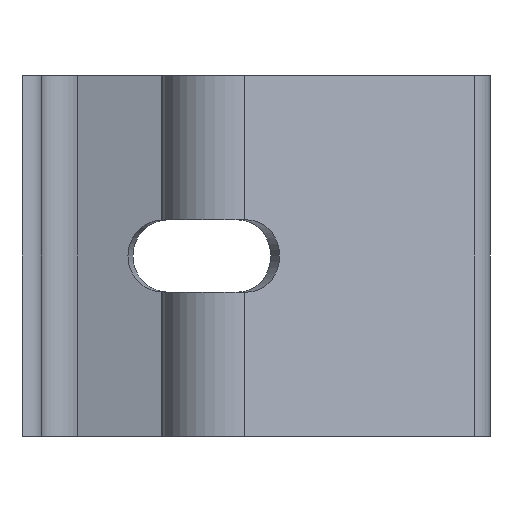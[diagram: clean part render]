
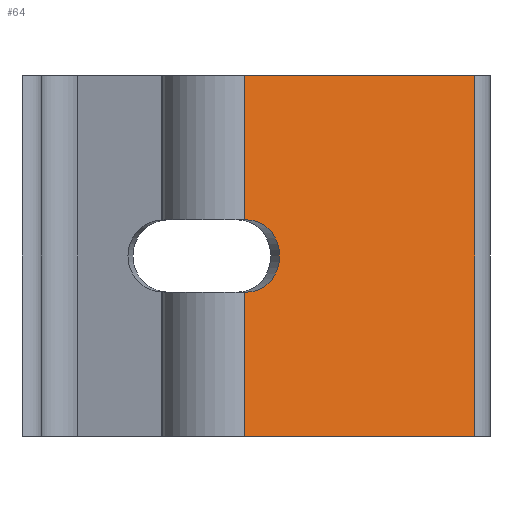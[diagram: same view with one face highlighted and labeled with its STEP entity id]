
A CAD part, left-side view. The second image highlights one B-rep face of the part: STEP entity #64.
In plain terms, the highlighted planar face has unit normal (-0.887, -0.462, 0).
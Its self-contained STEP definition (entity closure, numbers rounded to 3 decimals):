
#64=ADVANCED_FACE('',(#169),#171,.T.);
#169=FACE_BOUND('',#170,.T.);
#170=EDGE_LOOP('',(#433,#434,#435,#436,#437,#438,#439,#440));
#171=PLANE('',#172);
#172=AXIS2_PLACEMENT_3D('',#173,#174,#175);
#173=CARTESIAN_POINT('',(-24.9,-3.06,0.));
#174=DIRECTION('',(-0.887,-0.462,0.));
#175=DIRECTION('',(0.462,-0.887,0.));
#433=ORIENTED_EDGE('',*,*,#595,.F.);
#434=ORIENTED_EDGE('',*,*,#651,.T.);
#435=ORIENTED_EDGE('',*,*,#652,.T.);
#436=ORIENTED_EDGE('',*,*,#653,.F.);
#437=ORIENTED_EDGE('',*,*,#654,.F.);
#438=ORIENTED_EDGE('',*,*,#655,.F.);
#439=ORIENTED_EDGE('',*,*,#621,.T.);
#440=ORIENTED_EDGE('',*,*,#656,.F.);
#595=EDGE_CURVE('',#712,#714,#715,.T.);
#621=EDGE_CURVE('',#766,#764,#767,.T.);
#651=EDGE_CURVE('',#712,#814,#816,.T.);
#652=EDGE_CURVE('',#814,#817,#818,.T.);
#653=EDGE_CURVE('',#819,#817,#820,.T.);
#654=EDGE_CURVE('',#821,#819,#822,.T.);
#655=EDGE_CURVE('',#766,#821,#823,.T.);
#656=EDGE_CURVE('',#714,#764,#824,.F.);
#712=VERTEX_POINT('',#910);
#714=VERTEX_POINT('',#915);
#715=LINE('',#916,#917);
#764=VERTEX_POINT('',#1022);
#766=VERTEX_POINT('',#1026);
#767=LINE('',#1027,#1028);
#814=VERTEX_POINT('',#1140);
#816=LINE('',#1145,#1146);
#817=VERTEX_POINT('',#1148);
#818=LINE('',#1149,#1150);
#819=VERTEX_POINT('',#1152);
#820=LINE('',#1153,#1154);
#821=VERTEX_POINT('',#1156);
#822=LINE('',#1157,#1158);
#823=LINE('',#1160,#1161);
#824=CIRCLE('',#1163,7.5);
#910=CARTESIAN_POINT('',(-24.9,-3.06,-15.));
#915=CARTESIAN_POINT('',(-20.427,-11.653,-15.));
#916=CARTESIAN_POINT('',(-24.9,-3.06,-15.));
#917=VECTOR('',#918,1.);
#918=DIRECTION('',(0.462,-0.887,0.));
#1022=CARTESIAN_POINT('',(-20.427,-11.653,0.));
#1026=CARTESIAN_POINT('',(-24.9,-3.06,0.));
#1027=CARTESIAN_POINT('',(-24.9,-3.06,0.));
#1028=VECTOR('',#1029,1.);
#1029=DIRECTION('',(0.462,-0.887,0.));
#1140=CARTESIAN_POINT('',(-24.9,-3.06,-45.));
#1145=CARTESIAN_POINT('',(-24.9,-3.06,-15.));
#1146=VECTOR('',#1147,1.);
#1147=DIRECTION('',(0.,0.,-1.));
#1148=CARTESIAN_POINT('',(4.124,-58.815,-45.));
#1149=CARTESIAN_POINT('',(-24.9,-3.06,-45.));
#1150=VECTOR('',#1151,1.);
#1151=DIRECTION('',(0.462,-0.887,0.));
#1152=CARTESIAN_POINT('',(4.124,-58.815,30.));
#1153=CARTESIAN_POINT('',(4.124,-58.815,30.));
#1154=VECTOR('',#1155,1.);
#1155=DIRECTION('',(0.,0.,-1.));
#1156=CARTESIAN_POINT('',(-24.9,-3.06,30.));
#1157=CARTESIAN_POINT('',(-24.9,-3.06,30.));
#1158=VECTOR('',#1159,1.);
#1159=DIRECTION('',(0.462,-0.887,0.));
#1160=CARTESIAN_POINT('',(-24.9,-3.06,0.));
#1161=VECTOR('',#1162,1.);
#1162=DIRECTION('',(0.,0.,1.));
#1163=AXIS2_PLACEMENT_3D('',#1164,#1165,#1166);
#1164=CARTESIAN_POINT('',(-20.427,-11.653,-7.5));
#1165=DIRECTION('',(0.887,0.462,0.));
#1166=DIRECTION('',(0.,0.,1.));
